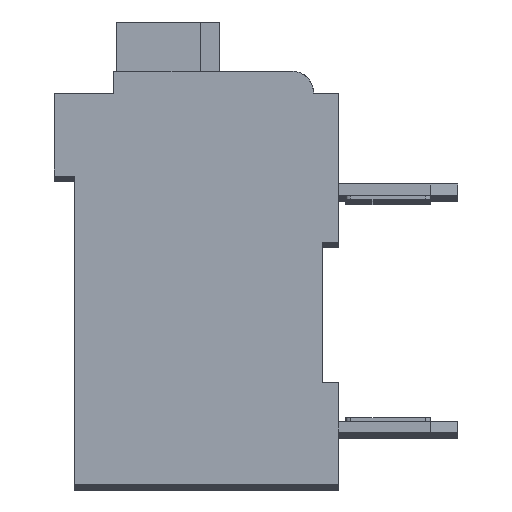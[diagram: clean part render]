
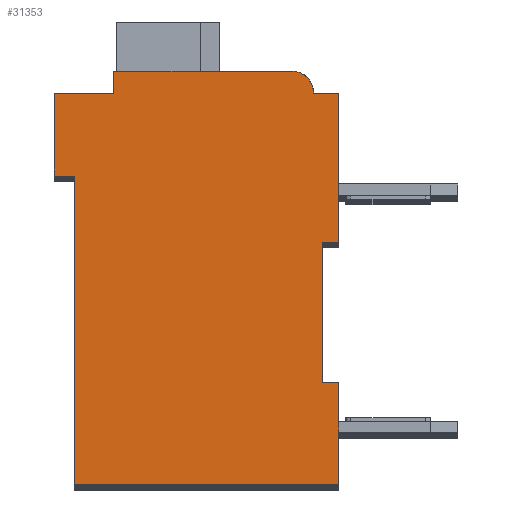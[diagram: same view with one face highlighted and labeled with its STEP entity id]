
A CAD part, top view. The second image highlights one B-rep face of the part: STEP entity #31353.
In plain terms, the highlighted planar face has unit normal (0, 0, 1).
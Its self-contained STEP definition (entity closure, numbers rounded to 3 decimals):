
#9594=DIRECTION('',(1.,0.,0.));
#9595=VECTOR('',#9594,0.5);
#9596=CARTESIAN_POINT('',(7.3,7.15,2.1));
#9597=LINE('',#9596,#9595);
#9598=DIRECTION('',(0.,1.,0.));
#9599=VECTOR('',#9598,4.15);
#9600=CARTESIAN_POINT('',(7.3,3.,2.1));
#9601=LINE('',#9600,#9599);
#9602=DIRECTION('',(-1.,0.,0.));
#9603=VECTOR('',#9602,0.5);
#9604=CARTESIAN_POINT('',(7.8,3.,2.1));
#9605=LINE('',#9604,#9603);
#9606=DIRECTION('',(0.,1.,0.));
#9607=VECTOR('',#9606,3.);
#9608=CARTESIAN_POINT('',(7.8,0.,2.1));
#9609=LINE('',#9608,#9607);
#9610=DIRECTION('',(1.,0.,0.));
#9611=VECTOR('',#9610,7.8);
#9612=CARTESIAN_POINT('',(0.,0.,2.1));
#9613=LINE('',#9612,#9611);
#9614=DIRECTION('',(0.,-1.,0.));
#9615=VECTOR('',#9614,9.1);
#9616=CARTESIAN_POINT('',(0.,9.1,2.1));
#9617=LINE('',#9616,#9615);
#9618=DIRECTION('',(1.,0.,0.));
#9619=VECTOR('',#9618,0.6);
#9620=CARTESIAN_POINT('',(-0.6,9.1,2.1));
#9621=LINE('',#9620,#9619);
#9622=DIRECTION('',(0.,-1.,0.));
#9623=VECTOR('',#9622,2.45);
#9624=CARTESIAN_POINT('',(-0.6,11.55,2.1));
#9625=LINE('',#9624,#9623);
#9626=DIRECTION('',(-1.,0.,0.));
#9627=VECTOR('',#9626,1.75);
#9628=CARTESIAN_POINT('',(1.15,11.55,2.1));
#9629=LINE('',#9628,#9627);
#9630=DIRECTION('',(0.,-1.,0.));
#9631=VECTOR('',#9630,0.65);
#9632=CARTESIAN_POINT('',(1.15,12.2,2.1));
#9633=LINE('',#9632,#9631);
#9634=DIRECTION('',(-1.,0.,0.));
#9635=VECTOR('',#9634,5.25);
#9636=CARTESIAN_POINT('',(6.4,12.2,2.1));
#9637=LINE('',#9636,#9635);
#9638=CARTESIAN_POINT('',(6.4,11.55,2.1));
#9639=DIRECTION('',(0.,0.,1.));
#9640=DIRECTION('',(1.,0.,0.));
#9641=AXIS2_PLACEMENT_3D('',#9638,#9639,#9640);
#9643=DIRECTION('',(-1.,0.,0.));
#9644=VECTOR('',#9643,0.75);
#9645=CARTESIAN_POINT('',(7.8,11.55,2.1));
#9646=LINE('',#9645,#9644);
#9647=DIRECTION('',(0.,1.,0.));
#9648=VECTOR('',#9647,4.4);
#9649=CARTESIAN_POINT('',(7.8,7.15,2.1));
#9650=LINE('',#9649,#9648);
#15503=CARTESIAN_POINT('',(7.3,7.15,2.1));
#15504=CARTESIAN_POINT('',(7.8,7.15,2.1));
#15505=VERTEX_POINT('',#15503);
#15506=VERTEX_POINT('',#15504);
#15507=CARTESIAN_POINT('',(7.8,11.55,2.1));
#15508=VERTEX_POINT('',#15507);
#15509=CARTESIAN_POINT('',(7.05,11.55,2.1));
#15510=VERTEX_POINT('',#15509);
#15511=CARTESIAN_POINT('',(6.4,12.2,2.1));
#15512=VERTEX_POINT('',#15511);
#15513=CARTESIAN_POINT('',(1.15,12.2,2.1));
#15514=VERTEX_POINT('',#15513);
#15515=CARTESIAN_POINT('',(1.15,11.55,2.1));
#15516=VERTEX_POINT('',#15515);
#15517=CARTESIAN_POINT('',(-0.6,11.55,2.1));
#15518=VERTEX_POINT('',#15517);
#15519=CARTESIAN_POINT('',(-0.6,9.1,2.1));
#15520=VERTEX_POINT('',#15519);
#15521=CARTESIAN_POINT('',(0.,9.1,2.1));
#15522=VERTEX_POINT('',#15521);
#15523=CARTESIAN_POINT('',(0.,0.,2.1));
#15524=VERTEX_POINT('',#15523);
#15525=CARTESIAN_POINT('',(7.8,0.,2.1));
#15526=VERTEX_POINT('',#15525);
#15527=CARTESIAN_POINT('',(7.8,3.,2.1));
#15528=VERTEX_POINT('',#15527);
#15529=CARTESIAN_POINT('',(7.3,3.,2.1));
#15530=VERTEX_POINT('',#15529);
#31332=CARTESIAN_POINT('',(0.,0.,2.1));
#31333=DIRECTION('',(0.,0.,1.));
#31334=DIRECTION('',(1.,0.,0.));
#31335=AXIS2_PLACEMENT_3D('',#31332,#31333,#31334);
#31336=PLANE('',#31335);
#31337=ORIENTED_EDGE('',*,*,#20424,.F.);
#31338=ORIENTED_EDGE('',*,*,#21134,.F.);
#31339=ORIENTED_EDGE('',*,*,#26650,.F.);
#31340=ORIENTED_EDGE('',*,*,#27035,.F.);
#31341=ORIENTED_EDGE('',*,*,#27484,.F.);
#31342=ORIENTED_EDGE('',*,*,#28146,.F.);
#31343=ORIENTED_EDGE('',*,*,#28352,.F.);
#31344=ORIENTED_EDGE('',*,*,#28773,.F.);
#31345=ORIENTED_EDGE('',*,*,#29241,.F.);
#31346=ORIENTED_EDGE('',*,*,#29922,.F.);
#31347=ORIENTED_EDGE('',*,*,#30456,.F.);
#31348=ORIENTED_EDGE('',*,*,#29292,.F.);
#31349=ORIENTED_EDGE('',*,*,#29733,.F.);
#31350=ORIENTED_EDGE('',*,*,#21029,.F.);
#31351=EDGE_LOOP('',(#31337,#31338,#31339,#31340,#31341,#31342,#31343,#31344,
#31345,#31346,#31347,#31348,#31349,#31350));
#31352=FACE_OUTER_BOUND('',#31351,.F.);
#9642=CIRCLE('',#9641,0.65);
#20424=EDGE_CURVE('',#15505,#15506,#9597,.T.);
#21029=EDGE_CURVE('',#15506,#15508,#9650,.T.);
#21134=EDGE_CURVE('',#15530,#15505,#9601,.T.);
#26650=EDGE_CURVE('',#15528,#15530,#9605,.T.);
#27035=EDGE_CURVE('',#15526,#15528,#9609,.T.);
#27484=EDGE_CURVE('',#15524,#15526,#9613,.T.);
#28146=EDGE_CURVE('',#15522,#15524,#9617,.T.);
#28352=EDGE_CURVE('',#15520,#15522,#9621,.T.);
#28773=EDGE_CURVE('',#15518,#15520,#9625,.T.);
#29241=EDGE_CURVE('',#15516,#15518,#9629,.T.);
#29292=EDGE_CURVE('',#15510,#15512,#9642,.T.);
#29733=EDGE_CURVE('',#15508,#15510,#9646,.T.);
#29922=EDGE_CURVE('',#15514,#15516,#9633,.T.);
#30456=EDGE_CURVE('',#15512,#15514,#9637,.T.);
#31353=ADVANCED_FACE('',(#31352),#31336,.T.);
